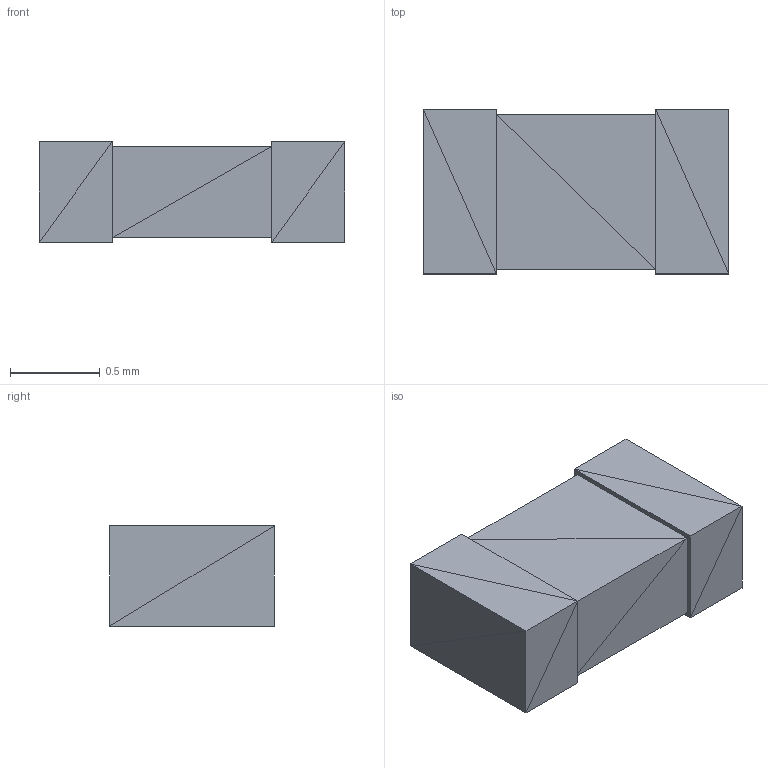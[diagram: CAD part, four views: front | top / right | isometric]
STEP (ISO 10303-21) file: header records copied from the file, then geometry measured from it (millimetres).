
FILE_DESCRIPTION(('STEP AP214'),'1');
FILE_NAME('YAG_R0603-M','2018-12-09T15:21:38',(''),(''),'','','');
FILE_SCHEMA(('AUTOMOTIVE_DESIGN'));
Length unit declared in the file: millimetre
Products named in the file (1): product
Bounding box: 1.7 x 0.91 x 0.56 mm (x, y, z)
Surface area: 7.8 mm2 (no closed solid volume)
Topology: 0 solids, 36 shells, 36 faces, 108 edges, 108 vertices
Faces by surface type: plane 36
Entity records: 1247 total; most frequent: CARTESIAN_POINT 253, DIRECTION 182, ORIENTED_EDGE 108, EDGE_CURVE 108, VERTEX_POINT 108, LINE 108, VECTOR 108, AXIS2_PLACEMENT_3D 37
